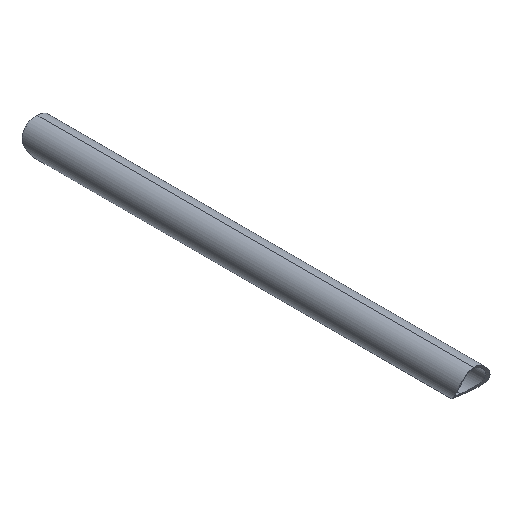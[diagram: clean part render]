
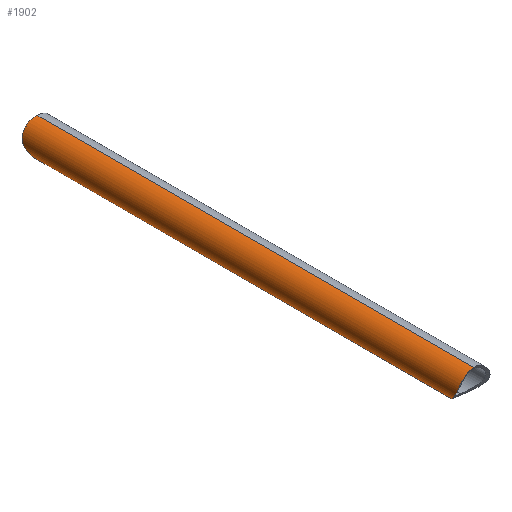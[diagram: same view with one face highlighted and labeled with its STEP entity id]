
A CAD part, isometric view. The second image highlights one B-rep face of the part: STEP entity #1902.
In plain terms, the highlighted cylindrical face has radius 10 mm (diameter 20 mm), a partial arc.
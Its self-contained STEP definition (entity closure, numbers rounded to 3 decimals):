
#195=CARTESIAN_POINT('Control Point',(-665.15,138.163,-52.965)) ;
#196=CARTESIAN_POINT('Control Point',(-664.665,138.173,-51.866)) ;
#197=CARTESIAN_POINT('Control Point',(-664.004,138.274,-50.844)) ;
#198=CARTESIAN_POINT('Control Point',(-663.194,138.464,-49.955)) ;
#199=CARTESIAN_POINT('Control Point',(-662.277,138.702,-49.215)) ;
#200=CARTESIAN_POINT('Vertex',(-665.15,138.163,-52.965)) ;
#202=CARTESIAN_POINT('Vertex',(-662.277,138.702,-49.215)) ;
#238=CARTESIAN_POINT('Vertex',(-665.956,137.617,-56.058)) ;
#242=CARTESIAN_POINT('Control Point',(-665.15,138.163,-52.965)) ;
#243=CARTESIAN_POINT('Control Point',(-665.576,137.912,-53.932)) ;
#244=CARTESIAN_POINT('Control Point',(-665.854,137.717,-54.981)) ;
#245=CARTESIAN_POINT('Control Point',(-665.956,137.617,-56.058)) ;
#965=CARTESIAN_POINT('Vertex',(-656.,129.131,-67.)) ;
#969=CARTESIAN_POINT('Control Point',(-656.,129.131,-67.)) ;
#970=CARTESIAN_POINT('Control Point',(-656.6,129.045,-67.)) ;
#971=CARTESIAN_POINT('Control Point',(-657.209,129.01,-66.955)) ;
#972=CARTESIAN_POINT('Control Point',(-657.813,129.032,-66.862)) ;
#973=CARTESIAN_POINT('Control Point',(-658.953,129.179,-66.597)) ;
#974=CARTESIAN_POINT('Control Point',(-660.004,129.506,-66.187)) ;
#975=CARTESIAN_POINT('Control Point',(-660.485,129.7,-65.961)) ;
#976=CARTESIAN_POINT('Control Point',(-661.526,130.213,-65.386)) ;
#977=CARTESIAN_POINT('Control Point',(-662.419,130.85,-64.706)) ;
#978=CARTESIAN_POINT('Control Point',(-662.879,131.239,-64.296)) ;
#979=CARTESIAN_POINT('Control Point',(-663.894,132.233,-63.245)) ;
#980=CARTESIAN_POINT('Control Point',(-664.671,133.308,-62.08)) ;
#981=CARTESIAN_POINT('Control Point',(-665.054,133.951,-61.36)) ;
#982=CARTESIAN_POINT('Control Point',(-665.634,135.151,-59.947)) ;
#983=CARTESIAN_POINT('Control Point',(-665.942,136.278,-58.401)) ;
#984=CARTESIAN_POINT('Control Point',(-666.024,136.776,-57.651)) ;
#985=CARTESIAN_POINT('Control Point',(-666.032,137.229,-56.866)) ;
#986=CARTESIAN_POINT('Control Point',(-665.956,137.617,-56.058)) ;
#989=CARTESIAN_POINT('Control Point',(-662.277,138.702,-49.215)) ;
#990=CARTESIAN_POINT('Control Point',(-660.967,138.546,-48.159)) ;
#991=CARTESIAN_POINT('Control Point',(-659.42,138.307,-47.394)) ;
#992=CARTESIAN_POINT('Control Point',(-657.713,138.144,-47.)) ;
#993=CARTESIAN_POINT('Control Point',(-656.,138.085,-47.)) ;
#994=CARTESIAN_POINT('Vertex',(-656.,138.085,-47.)) ;
#1033=CARTESIAN_POINT('Line Origine',(-656.,0.,-47.)) ;
#1037=CARTESIAN_POINT('Vertex',(-656.,-138.085,-47.)) ;
#1068=CARTESIAN_POINT('Vertex',(-656.,-129.131,-67.)) ;
#1071=CARTESIAN_POINT('Line Origine',(-656.,0.,-67.)) ;
#1108=CARTESIAN_POINT('Control Point',(-665.15,-138.163,-52.965)) ;
#1109=CARTESIAN_POINT('Control Point',(-664.665,-138.173,-51.866)) ;
#1110=CARTESIAN_POINT('Control Point',(-664.004,-138.274,-50.845)) ;
#1111=CARTESIAN_POINT('Control Point',(-663.194,-138.464,-49.955)) ;
#1112=CARTESIAN_POINT('Control Point',(-662.277,-138.702,-49.215)) ;
#1113=CARTESIAN_POINT('Vertex',(-665.15,-138.163,-52.965)) ;
#1115=CARTESIAN_POINT('Vertex',(-662.277,-138.702,-49.215)) ;
#1832=CARTESIAN_POINT('Control Point',(-665.956,-137.617,-56.058)) ;
#1833=CARTESIAN_POINT('Control Point',(-666.034,-137.219,-56.887)) ;
#1834=CARTESIAN_POINT('Control Point',(-666.023,-136.752,-57.692)) ;
#1835=CARTESIAN_POINT('Control Point',(-665.936,-136.238,-58.461)) ;
#1836=CARTESIAN_POINT('Control Point',(-665.612,-135.09,-60.024)) ;
#1837=CARTESIAN_POINT('Control Point',(-665.01,-133.871,-61.452)) ;
#1838=CARTESIAN_POINT('Control Point',(-664.618,-133.226,-62.171)) ;
#1839=CARTESIAN_POINT('Control Point',(-663.828,-132.155,-63.328)) ;
#1840=CARTESIAN_POINT('Control Point',(-662.798,-131.168,-64.37)) ;
#1841=CARTESIAN_POINT('Control Point',(-662.337,-130.786,-64.773)) ;
#1842=CARTESIAN_POINT('Control Point',(-661.44,-130.162,-65.441)) ;
#1843=CARTESIAN_POINT('Control Point',(-660.399,-129.663,-66.003)) ;
#1844=CARTESIAN_POINT('Control Point',(-659.918,-129.476,-66.224)) ;
#1845=CARTESIAN_POINT('Control Point',(-658.88,-129.166,-66.618)) ;
#1846=CARTESIAN_POINT('Control Point',(-657.76,-129.03,-66.871)) ;
#1847=CARTESIAN_POINT('Control Point',(-657.173,-129.012,-66.958)) ;
#1848=CARTESIAN_POINT('Control Point',(-656.583,-129.047,-67.)) ;
#1849=CARTESIAN_POINT('Control Point',(-656.,-129.131,-67.)) ;
#1850=CARTESIAN_POINT('Vertex',(-665.956,-137.617,-56.058)) ;
#1854=CARTESIAN_POINT('Control Point',(-656.,-138.085,-47.)) ;
#1855=CARTESIAN_POINT('Control Point',(-657.713,-138.144,-47.)) ;
#1856=CARTESIAN_POINT('Control Point',(-659.419,-138.307,-47.394)) ;
#1857=CARTESIAN_POINT('Control Point',(-660.966,-138.546,-48.159)) ;
#1858=CARTESIAN_POINT('Control Point',(-662.277,-138.702,-49.215)) ;
#1879=CARTESIAN_POINT('Axis2P3D Location',(-656.,0.,-57.)) ;
#1885=CARTESIAN_POINT('Control Point',(-665.956,-137.617,-56.058)) ;
#1886=CARTESIAN_POINT('Control Point',(-665.854,-137.717,-54.981)) ;
#1887=CARTESIAN_POINT('Control Point',(-665.576,-137.912,-53.932)) ;
#1888=CARTESIAN_POINT('Control Point',(-665.15,-138.163,-52.965)) ;
#1034=DIRECTION('Vector Direction',(0.,1.,0.)) ;
#1072=DIRECTION('Vector Direction',(0.,1.,0.)) ;
#1880=DIRECTION('Axis2P3D Direction',(0.,1.,-0.)) ;
#1881=DIRECTION('Axis2P3D XDirection',(0.,0.,-1.)) ;
#1882=AXIS2_PLACEMENT_3D('Cylinder Axis2P3D',#1879,#1880,#1881) ;
#1891=ORIENTED_EDGE('',*,*,#1117,.T.) ;
#1892=ORIENTED_EDGE('',*,*,#1859,.F.) ;
#1893=ORIENTED_EDGE('',*,*,#1039,.T.) ;
#1894=ORIENTED_EDGE('',*,*,#996,.F.) ;
#1895=ORIENTED_EDGE('',*,*,#204,.F.) ;
#1896=ORIENTED_EDGE('',*,*,#246,.T.) ;
#1897=ORIENTED_EDGE('',*,*,#987,.F.) ;
#1898=ORIENTED_EDGE('',*,*,#1075,.F.) ;
#1899=ORIENTED_EDGE('',*,*,#1852,.F.) ;
#1900=ORIENTED_EDGE('',*,*,#1889,.T.) ;
#1035=VECTOR('Line Direction',#1034,1.) ;
#1073=VECTOR('Line Direction',#1072,1.) ;
#1902=ADVANCED_FACE('Corps principal',(#1901),#1883,.T.) ;
#194=B_SPLINE_CURVE_WITH_KNOTS('',4,(#195,#196,#197,#198,#199),.UNSPECIFIED.,.F.,.U.,(5,5),(8.308,15.108),.UNSPECIFIED.) ;
#241=B_SPLINE_CURVE_WITH_KNOTS('',3,(#242,#243,#244,#245),.UNSPECIFIED.,.F.,.U.,(4,4),(3.654,8.263),.UNSPECIFIED.) ;
#968=B_SPLINE_CURVE_WITH_KNOTS('',5,(#969,#970,#971,#972,#973,#974,#975,#976,#977,#978,#979,#980,#981,#982,#983,#984,#985,#986),.UNSPECIFIED.,.F.,.U.,(6,3,3,3,3,6),(0.,4.182,8.08,13.143,20.43,26.789),.UNSPECIFIED.) ;
#988=B_SPLINE_CURVE_WITH_KNOTS('',4,(#989,#990,#991,#992,#993),.UNSPECIFIED.,.F.,.U.,(5,5),(38.296,47.746),.UNSPECIFIED.) ;
#1107=B_SPLINE_CURVE_WITH_KNOTS('',4,(#1108,#1109,#1110,#1111,#1112),.UNSPECIFIED.,.F.,.U.,(5,5),(8.183,14.982),.UNSPECIFIED.) ;
#1831=B_SPLINE_CURVE_WITH_KNOTS('',5,(#1832,#1833,#1834,#1835,#1836,#1837,#1838,#1839,#1840,#1841,#1842,#1843,#1844,#1845,#1846,#1847,#1848,#1849),.UNSPECIFIED.,.F.,.U.,(6,3,3,3,3,6),(20.958,27.486,34.803,39.822,43.687,47.746),.UNSPECIFIED.) ;
#1853=B_SPLINE_CURVE_WITH_KNOTS('',4,(#1854,#1855,#1856,#1857,#1858),.UNSPECIFIED.,.F.,.U.,(5,5),(0.,9.451),.UNSPECIFIED.) ;
#1884=B_SPLINE_CURVE_WITH_KNOTS('',3,(#1885,#1886,#1887,#1888),.UNSPECIFIED.,.F.,.U.,(4,4),(13.185,17.793),.UNSPECIFIED.) ;
#1883=CYLINDRICAL_SURFACE('generated cylinder',#1882,10.) ;
#204=EDGE_CURVE('',#201,#203,#194,.T.) ;
#246=EDGE_CURVE('',#201,#239,#241,.T.) ;
#987=EDGE_CURVE('',#966,#239,#968,.T.) ;
#996=EDGE_CURVE('',#203,#995,#988,.T.) ;
#1039=EDGE_CURVE('',#1038,#995,#1036,.T.) ;
#1075=EDGE_CURVE('',#1069,#966,#1074,.T.) ;
#1117=EDGE_CURVE('',#1114,#1116,#1107,.T.) ;
#1852=EDGE_CURVE('',#1851,#1069,#1831,.T.) ;
#1859=EDGE_CURVE('',#1038,#1116,#1853,.T.) ;
#1889=EDGE_CURVE('',#1851,#1114,#1884,.T.) ;
#1890=EDGE_LOOP('',(#1891,#1892,#1893,#1894,#1895,#1896,#1897,#1898,#1899,#1900)) ;
#1901=FACE_OUTER_BOUND('',#1890,.T.) ;
#1036=LINE('Line',#1033,#1035) ;
#1074=LINE('Line',#1071,#1073) ;
#201=VERTEX_POINT('',#200) ;
#203=VERTEX_POINT('',#202) ;
#239=VERTEX_POINT('',#238) ;
#966=VERTEX_POINT('',#965) ;
#995=VERTEX_POINT('',#994) ;
#1038=VERTEX_POINT('',#1037) ;
#1069=VERTEX_POINT('',#1068) ;
#1114=VERTEX_POINT('',#1113) ;
#1116=VERTEX_POINT('',#1115) ;
#1851=VERTEX_POINT('',#1850) ;
